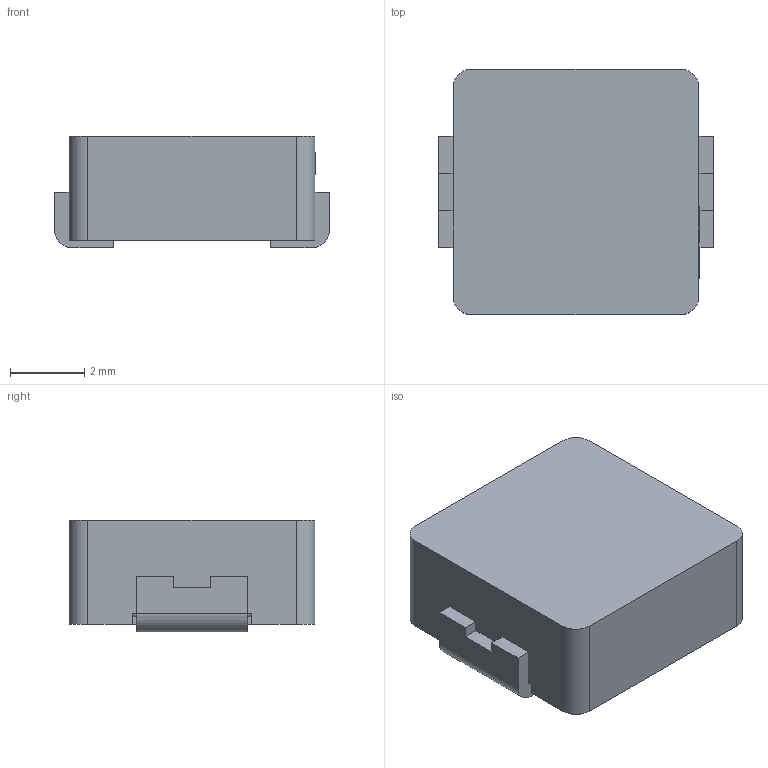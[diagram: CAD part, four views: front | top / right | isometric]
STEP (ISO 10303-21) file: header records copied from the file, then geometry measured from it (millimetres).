
FILE_DESCRIPTION(/* description */ (''),/* implementation_level */ '2;1');
FILE_NAME(/* name */ 'SMD,6.6x7.2mm.step',/* time_stamp */ '2023-06-11T11:25:39+08:00',/* author */ (''),/* organization */ (''),/* preprocessor_version */ 'ST-DEVELOPER v19.2',/* originating_system */ 'Autodesk Translation Framework v12.6.0.85',/* authorisation */ '');
FILE_SCHEMA (('AUTOMOTIVE_DESIGN { 1 0 10303 214 3 1 1 }'));
Length unit declared in the file: millimetre
Products named in the file (4): (未保存); U1; IND-SMD_L6.6-W6.6-LS7.2; COMPOUND (1)
Assembly tree (3 placements, depth 4):
  (未保存)
    U1
      IND-SMD_L6.6-W6.6-LS7.2
        COMPOUND (1)
Bounding box: 7.4 x 6.6 x 3 mm (x, y, z)
Volume: 124.7 mm3; surface area: 198.7 mm2
Topology: 3 solids, 3 shells, 331 faces, 897 edges, 598 vertices
Faces by surface type: plane 209, bspline 112, cylinder 10
Entity records: 11976 total; most frequent: CARTESIAN_POINT 3661, ORIENTED_EDGE 1794, DIRECTION 1321, EDGE_CURVE 897, LINE 653, VECTOR 653, VERTEX_POINT 598, EDGE_LOOP 357
